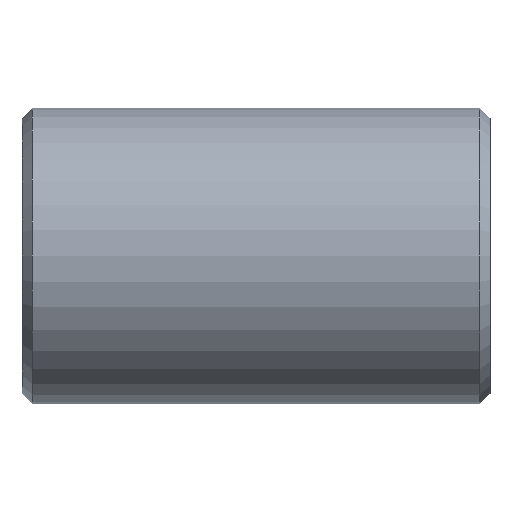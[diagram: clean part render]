
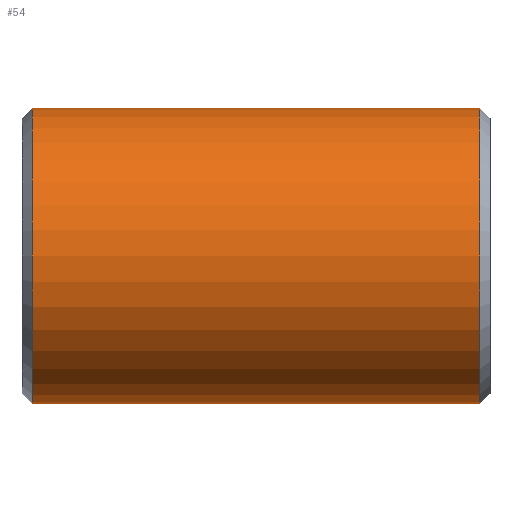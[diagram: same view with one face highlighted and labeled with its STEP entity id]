
A CAD part, front view. The second image highlights one B-rep face of the part: STEP entity #54.
In plain terms, the highlighted cylindrical face has radius 136.525 mm (diameter 273.05 mm), a partial arc.
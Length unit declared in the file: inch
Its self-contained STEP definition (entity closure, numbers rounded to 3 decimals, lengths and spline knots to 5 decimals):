
#11 = CARTESIAN_POINT ( 'NONE',  ( 8.125, 0., 0. ) ) ;
#12 = AXIS2_PLACEMENT_3D ( 'NONE', #493, #28, #202 ) ;
#28 = DIRECTION ( 'NONE',  ( 1., 0., 0. ) ) ;
#54 = ADVANCED_FACE ( 'NONE', ( #402 ), #219, .T. ) ;
#68 = LINE ( 'NONE', #295, #89 ) ;
#71 = ORIENTED_EDGE ( 'NONE', *, *, #369, .F. ) ;
#78 = VERTEX_POINT ( 'NONE', #414 ) ;
#89 = VECTOR ( 'NONE', #481, 39.37008 ) ;
#133 = CARTESIAN_POINT ( 'NONE',  ( 0., 0., 5.375 ) ) ;
#158 = LINE ( 'NONE', #212, #455 ) ;
#165 = AXIS2_PLACEMENT_3D ( 'NONE', #11, #382, #490 ) ;
#195 = CARTESIAN_POINT ( 'NONE',  ( 8.125, 0., 5.375 ) ) ;
#202 = DIRECTION ( 'NONE',  ( 0., 0., 1. ) ) ;
#207 = EDGE_LOOP ( 'NONE', ( #381, #339, #396, #480, #347, #71 ) ) ;
#212 = CARTESIAN_POINT ( 'NONE',  ( 8.5, 0., -5.375 ) ) ;
#219 = CYLINDRICAL_SURFACE ( 'NONE', #547, 5.375 ) ;
#224 = CARTESIAN_POINT ( 'NONE',  ( -8.125, 0., 5.375 ) ) ;
#226 = DIRECTION ( 'NONE',  ( -1., 0., 0. ) ) ;
#237 = VERTEX_POINT ( 'NONE', #418 ) ;
#247 = VERTEX_POINT ( 'NONE', #195 ) ;
#260 = DIRECTION ( 'NONE',  ( -1., 0., 0. ) ) ;
#267 = CARTESIAN_POINT ( 'NONE',  ( 8.5, 0., 5.375 ) ) ;
#293 = EDGE_CURVE ( 'NONE', #78, #247, #387, .T. ) ;
#295 = CARTESIAN_POINT ( 'NONE',  ( 8.5, 0., -5.375 ) ) ;
#311 = LINE ( 'NONE', #267, #487 ) ;
#312 = CARTESIAN_POINT ( 'NONE',  ( 8.5, 0., 0. ) ) ;
#332 = CIRCLE ( 'NONE', #12, 5.375 ) ;
#339 = ORIENTED_EDGE ( 'NONE', *, *, #293, .T. ) ;
#347 = ORIENTED_EDGE ( 'NONE', *, *, #419, .T. ) ;
#369 = EDGE_CURVE ( 'NONE', #237, #571, #68, .T. ) ;
#381 = ORIENTED_EDGE ( 'NONE', *, *, #454, .F. ) ;
#382 = DIRECTION ( 'NONE',  ( -1., 0., 0. ) ) ;
#387 = CIRCLE ( 'NONE', #165, 5.375 ) ;
#396 = ORIENTED_EDGE ( 'NONE', *, *, #562, .T. ) ;
#402 = FACE_OUTER_BOUND ( 'NONE', #207, .T. ) ;
#404 = LINE ( 'NONE', #448, #572 ) ;
#414 = CARTESIAN_POINT ( 'NONE',  ( 8.125, 0., -5.375 ) ) ;
#418 = CARTESIAN_POINT ( 'NONE',  ( 0., 0., -5.375 ) ) ;
#419 = EDGE_CURVE ( 'NONE', #473, #571, #332, .T. ) ;
#448 = CARTESIAN_POINT ( 'NONE',  ( 8.5, 0., 5.375 ) ) ;
#454 = EDGE_CURVE ( 'NONE', #78, #237, #158, .T. ) ;
#455 = VECTOR ( 'NONE', #548, 39.37008 ) ;
#473 = VERTEX_POINT ( 'NONE', #224 ) ;
#480 = ORIENTED_EDGE ( 'NONE', *, *, #492, .T. ) ;
#481 = DIRECTION ( 'NONE',  ( -1., 0., 0. ) ) ;
#487 = VECTOR ( 'NONE', #260, 39.37008 ) ;
#490 = DIRECTION ( 'NONE',  ( 0., 0., -1. ) ) ;
#492 = EDGE_CURVE ( 'NONE', #579, #473, #311, .T. ) ;
#493 = CARTESIAN_POINT ( 'NONE',  ( -8.125, 0., 0. ) ) ;
#500 = CARTESIAN_POINT ( 'NONE',  ( -8.125, 0., -5.375 ) ) ;
#541 = DIRECTION ( 'NONE',  ( 0., 0., 1. ) ) ;
#547 = AXIS2_PLACEMENT_3D ( 'NONE', #312, #594, #541 ) ;
#548 = DIRECTION ( 'NONE',  ( -1., 0., 0. ) ) ;
#562 = EDGE_CURVE ( 'NONE', #247, #579, #404, .T. ) ;
#571 = VERTEX_POINT ( 'NONE', #500 ) ;
#572 = VECTOR ( 'NONE', #226, 39.37008 ) ;
#579 = VERTEX_POINT ( 'NONE', #133 ) ;
#594 = DIRECTION ( 'NONE',  ( -1., 0., 0. ) ) ;
